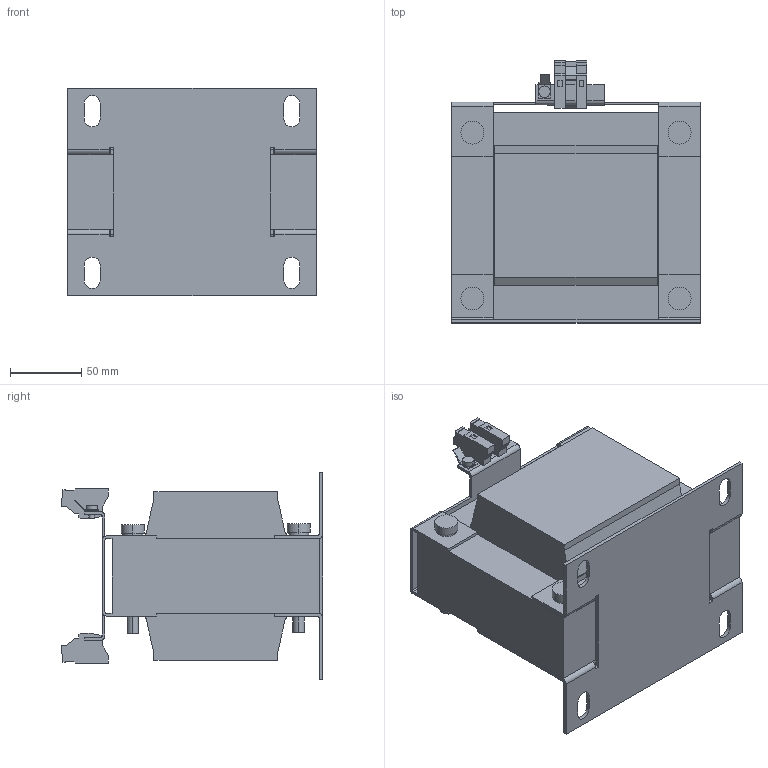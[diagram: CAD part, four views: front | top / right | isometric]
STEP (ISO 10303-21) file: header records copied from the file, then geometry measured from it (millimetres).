
FILE_DESCRIPTION (( 'STEP AP203' ), '1' );
FILE_NAME ('CT-100-060-12-0.step', '2024-10-31T16:56:50', ( '' ), ( '' ), 'SwSTEP 2.0', 'SolidWorks 2023', '' );
FILE_SCHEMA (( 'CONFIG_CONTROL_DESIGN' ));
Length unit declared in the file: inch
Products named in the file (1): CT-100-060-12-0
Bounding box: 174 x 183.2 x 145 mm (x, y, z)
Volume: 2109389.6 mm3; surface area: 213542.7 mm2
Topology: 1 solids, 1 shells, 320 faces, 892 edges, 588 vertices
Faces by surface type: plane 239, cylinder 81
Entity records: 10319 total; most frequent: CARTESIAN_POINT 1801, ORIENTED_EDGE 1784, DIRECTION 1706, EDGE_CURVE 892, LINE 720, VECTOR 720, VERTEX_POINT 588, AXIS2_PLACEMENT_3D 493
